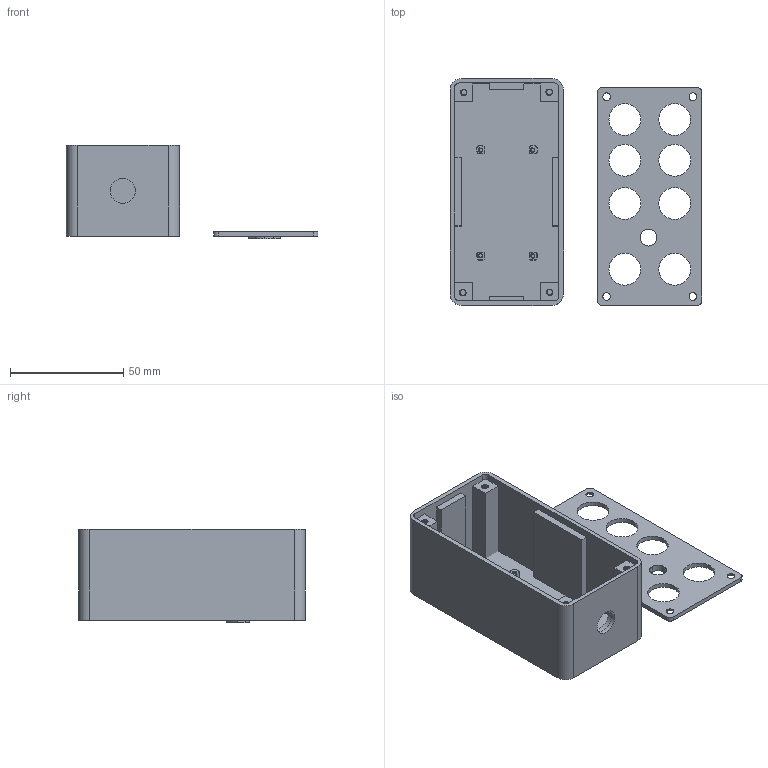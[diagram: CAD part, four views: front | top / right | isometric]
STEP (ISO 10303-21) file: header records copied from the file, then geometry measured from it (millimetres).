
FILE_DESCRIPTION(/* description */ (''),/* implementation_level */ '2;1');
FILE_NAME(/* name */ 'Remote v10.step',/* time_stamp */ '2023-03-27T17:53:24+02:00',/* author */ (''),/* organization */ (''),/* preprocessor_version */ 'ST-DEVELOPER v19.2',/* originating_system */ 'Autodesk Translation Framework v11.17.0.187',/* authorisation */ '');
FILE_SCHEMA (('AUTOMOTIVE_DESIGN { 1 0 10303 214 3 1 1 }'));
Length unit declared in the file: millimetre
Products named in the file (2): Remote; Box
Assembly tree (1 placements, depth 2):
  Remote
    Box
Bounding box: 111 x 100 x 41 mm (x, y, z)
Volume: 55781.1 mm3; surface area: 47831.4 mm2
Topology: 13 solids, 17 shells, 319 faces, 815 edges, 542 vertices
Faces by surface type: cylinder 149, plane 142, bspline 24, cone 4
Full cylindrical faces by diameter (mm): 1.623 x15, 2.074 x7, 2.529 x12, 3 x4, 3.086 x4, 3.4 x4, 11 x2, 14 x8
Entity records: 17740 total; most frequent: CARTESIAN_POINT 10457, ORIENTED_EDGE 1630, DIRECTION 1221, EDGE_CURVE 815, VERTEX_POINT 542, LINE 433, VECTOR 433, AXIS2_PLACEMENT_3D 394
